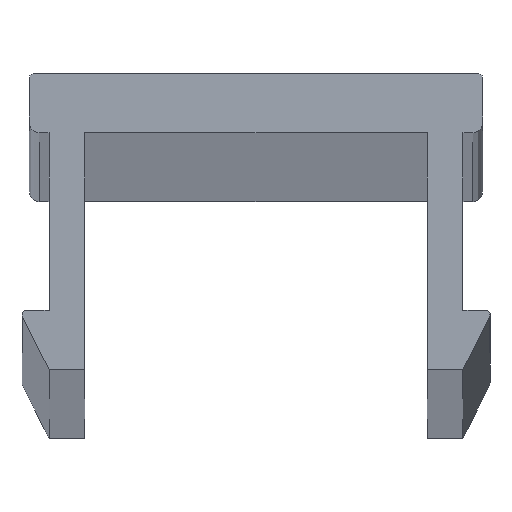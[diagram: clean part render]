
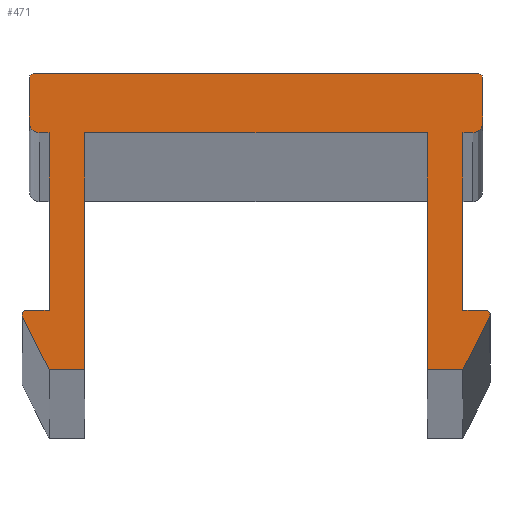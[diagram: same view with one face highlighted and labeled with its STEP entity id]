
A CAD part, top view. The second image highlights one B-rep face of the part: STEP entity #471.
In plain terms, the highlighted planar face has unit normal (0, 0, 1).
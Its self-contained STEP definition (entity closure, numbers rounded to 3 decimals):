
#31=PLANE('',#510);
#55=FACE_OUTER_BOUND('',#79,.T.);
#79=EDGE_LOOP('',(#420,#421,#422,#423,#424,#425,#426,#427,#428,#429,#430,
#431,#432,#433,#434,#435,#436,#437,#438,#439,#440,#441));
#84=LINE('',#654,#138);
#102=LINE('',#702,#156);
#106=LINE('',#712,#160);
#110=LINE('',#722,#164);
#113=LINE('',#730,#167);
#116=LINE('',#738,#170);
#117=LINE('',#741,#171);
#119=LINE('',#744,#173);
#120=LINE('',#747,#174);
#122=LINE('',#751,#176);
#124=LINE('',#755,#178);
#126=LINE('',#759,#180);
#128=LINE('',#763,#182);
#130=LINE('',#766,#184);
#131=LINE('',#769,#185);
#133=LINE('',#772,#187);
#138=VECTOR('',#525,11.3);
#156=VECTOR('',#561,1.15);
#160=VECTOR('',#571,1.515);
#164=VECTOR('',#581,0.588);
#167=VECTOR('',#590,0.25);
#170=VECTOR('',#599,1.15);
#171=VECTOR('',#602,0.25);
#173=VECTOR('',#606,4.5);
#174=VECTOR('',#609,1.515);
#176=VECTOR('',#613,0.9);
#178=VECTOR('',#617,6.);
#180=VECTOR('',#621,8.7);
#182=VECTOR('',#625,6.);
#184=VECTOR('',#629,0.9);
#185=VECTOR('',#632,0.588);
#187=VECTOR('',#636,4.5);
#189=CIRCLE('',#477,0.1);
#195=CIRCLE('',#486,0.1);
#196=CIRCLE('',#489,0.1);
#197=CIRCLE('',#492,0.1);
#198=CIRCLE('',#495,0.25);
#199=CIRCLE('',#498,0.25);
#202=VERTEX_POINT('',#644);
#203=VERTEX_POINT('',#646);
#205=VERTEX_POINT('',#652);
#225=VERTEX_POINT('',#696);
#226=VERTEX_POINT('',#700);
#227=VERTEX_POINT('',#704);
#228=VERTEX_POINT('',#706);
#229=VERTEX_POINT('',#710);
#230=VERTEX_POINT('',#714);
#231=VERTEX_POINT('',#716);
#232=VERTEX_POINT('',#720);
#233=VERTEX_POINT('',#724);
#234=VERTEX_POINT('',#728);
#235=VERTEX_POINT('',#732);
#236=VERTEX_POINT('',#734);
#237=VERTEX_POINT('',#740);
#238=VERTEX_POINT('',#746);
#239=VERTEX_POINT('',#750);
#240=VERTEX_POINT('',#754);
#241=VERTEX_POINT('',#758);
#242=VERTEX_POINT('',#762);
#243=VERTEX_POINT('',#768);
#246=EDGE_CURVE('',#202,#203,#189,.T.);
#250=EDGE_CURVE('',#202,#205,#84,.T.);
#271=EDGE_CURVE('',#225,#205,#195,.T.);
#274=EDGE_CURVE('',#225,#226,#102,.T.);
#276=EDGE_CURVE('',#227,#228,#196,.T.);
#279=EDGE_CURVE('',#227,#229,#106,.T.);
#281=EDGE_CURVE('',#230,#231,#197,.T.);
#284=EDGE_CURVE('',#230,#232,#110,.T.);
#286=EDGE_CURVE('',#233,#226,#198,.T.);
#288=EDGE_CURVE('',#233,#234,#113,.T.);
#290=EDGE_CURVE('',#235,#236,#199,.T.);
#292=EDGE_CURVE('',#235,#203,#116,.T.);
#293=EDGE_CURVE('',#237,#236,#117,.T.);
#295=EDGE_CURVE('',#232,#237,#119,.T.);
#296=EDGE_CURVE('',#238,#231,#120,.T.);
#298=EDGE_CURVE('',#239,#238,#122,.T.);
#300=EDGE_CURVE('',#240,#239,#124,.T.);
#302=EDGE_CURVE('',#241,#240,#126,.T.);
#304=EDGE_CURVE('',#242,#241,#128,.T.);
#306=EDGE_CURVE('',#229,#242,#130,.T.);
#307=EDGE_CURVE('',#243,#228,#131,.T.);
#309=EDGE_CURVE('',#234,#243,#133,.T.);
#420=ORIENTED_EDGE('',*,*,#246,.F.);
#421=ORIENTED_EDGE('',*,*,#250,.T.);
#422=ORIENTED_EDGE('',*,*,#271,.F.);
#423=ORIENTED_EDGE('',*,*,#274,.T.);
#424=ORIENTED_EDGE('',*,*,#286,.F.);
#425=ORIENTED_EDGE('',*,*,#288,.T.);
#426=ORIENTED_EDGE('',*,*,#309,.T.);
#427=ORIENTED_EDGE('',*,*,#307,.T.);
#428=ORIENTED_EDGE('',*,*,#276,.F.);
#429=ORIENTED_EDGE('',*,*,#279,.T.);
#430=ORIENTED_EDGE('',*,*,#306,.T.);
#431=ORIENTED_EDGE('',*,*,#304,.T.);
#432=ORIENTED_EDGE('',*,*,#302,.T.);
#433=ORIENTED_EDGE('',*,*,#300,.T.);
#434=ORIENTED_EDGE('',*,*,#298,.T.);
#435=ORIENTED_EDGE('',*,*,#296,.T.);
#436=ORIENTED_EDGE('',*,*,#281,.F.);
#437=ORIENTED_EDGE('',*,*,#284,.T.);
#438=ORIENTED_EDGE('',*,*,#295,.T.);
#439=ORIENTED_EDGE('',*,*,#293,.T.);
#440=ORIENTED_EDGE('',*,*,#290,.F.);
#441=ORIENTED_EDGE('',*,*,#292,.T.);
#471=ADVANCED_FACE('',(#55),#31,.T.);
#477=AXIS2_PLACEMENT_3D('',#647,#518,#519);
#486=AXIS2_PLACEMENT_3D('',#697,#555,#556);
#489=AXIS2_PLACEMENT_3D('',#707,#565,#566);
#492=AXIS2_PLACEMENT_3D('',#717,#575,#576);
#495=AXIS2_PLACEMENT_3D('',#726,#585,#586);
#498=AXIS2_PLACEMENT_3D('',#735,#594,#595);
#510=AXIS2_PLACEMENT_3D('',#773,#637,#638);
#518=DIRECTION('center_axis',(0.,0.,-1.));
#519=DIRECTION('ref_axis',(0.707,0.707,0.));
#525=DIRECTION('',(-1.,0.,0.));
#555=DIRECTION('center_axis',(0.,0.,-1.));
#556=DIRECTION('ref_axis',(-0.707,0.707,0.));
#561=DIRECTION('',(0.,-1.,0.));
#565=DIRECTION('center_axis',(0.,0.,-1.));
#566=DIRECTION('ref_axis',(-0.851,0.526,0.));
#571=DIRECTION('',(0.447,-0.894,0.));
#575=DIRECTION('center_axis',(0.,0.,-1.));
#576=DIRECTION('ref_axis',(0.851,0.526,0.));
#581=DIRECTION('',(-1.,0.,0.));
#585=DIRECTION('center_axis',(0.,0.,-1.));
#586=DIRECTION('ref_axis',(-0.707,-0.707,0.));
#590=DIRECTION('',(1.,0.,0.));
#594=DIRECTION('center_axis',(0.,0.,-1.));
#595=DIRECTION('ref_axis',(0.707,-0.707,0.));
#599=DIRECTION('',(0.,1.,0.));
#602=DIRECTION('',(1.,0.,0.));
#606=DIRECTION('',(0.,1.,0.));
#609=DIRECTION('',(0.447,0.894,0.));
#613=DIRECTION('',(1.,0.,0.));
#617=DIRECTION('',(0.,-1.,0.));
#621=DIRECTION('',(1.,0.,0.));
#625=DIRECTION('',(0.,1.,0.));
#629=DIRECTION('',(1.,0.,0.));
#632=DIRECTION('',(-1.,0.,0.));
#636=DIRECTION('',(0.,-1.,0.));
#637=DIRECTION('center_axis',(0.,0.,1.));
#638=DIRECTION('ref_axis',(1.,0.,0.));
#644=CARTESIAN_POINT('',(5.65,7.5,500.));
#646=CARTESIAN_POINT('',(5.75,7.4,500.));
#647=CARTESIAN_POINT('Origin',(5.65,7.4,500.));
#652=CARTESIAN_POINT('',(-5.65,7.5,500.));
#654=CARTESIAN_POINT('',(-5.75,7.5,500.));
#696=CARTESIAN_POINT('',(-5.75,7.4,500.));
#697=CARTESIAN_POINT('Origin',(-5.65,7.4,500.));
#700=CARTESIAN_POINT('',(-5.75,6.25,500.));
#702=CARTESIAN_POINT('',(-5.75,6.,500.));
#704=CARTESIAN_POINT('',(-5.928,1.355,500.));
#706=CARTESIAN_POINT('',(-5.838,1.5,500.));
#707=CARTESIAN_POINT('Origin',(-5.838,1.4,500.));
#710=CARTESIAN_POINT('',(-5.25,0.,500.));
#712=CARTESIAN_POINT('',(-5.25,0.,500.));
#714=CARTESIAN_POINT('',(5.838,1.5,500.));
#716=CARTESIAN_POINT('',(5.928,1.355,500.));
#717=CARTESIAN_POINT('Origin',(5.838,1.4,500.));
#720=CARTESIAN_POINT('',(5.25,1.5,500.));
#722=CARTESIAN_POINT('',(5.25,1.5,500.));
#724=CARTESIAN_POINT('',(-5.5,6.,500.));
#726=CARTESIAN_POINT('Origin',(-5.5,6.25,500.));
#728=CARTESIAN_POINT('',(-5.25,6.,500.));
#730=CARTESIAN_POINT('',(-5.25,6.,500.));
#732=CARTESIAN_POINT('',(5.75,6.25,500.));
#734=CARTESIAN_POINT('',(5.5,6.,500.));
#735=CARTESIAN_POINT('Origin',(5.5,6.25,500.));
#738=CARTESIAN_POINT('',(5.75,7.5,500.));
#740=CARTESIAN_POINT('',(5.25,6.,500.));
#741=CARTESIAN_POINT('',(5.75,6.,500.));
#744=CARTESIAN_POINT('',(5.25,6.,500.));
#746=CARTESIAN_POINT('',(5.25,0.,500.));
#747=CARTESIAN_POINT('',(6.,1.5,500.));
#750=CARTESIAN_POINT('',(4.35,0.,500.));
#751=CARTESIAN_POINT('',(5.25,0.,500.));
#754=CARTESIAN_POINT('',(4.35,6.,500.));
#755=CARTESIAN_POINT('',(4.35,0.,500.));
#758=CARTESIAN_POINT('',(-4.35,6.,500.));
#759=CARTESIAN_POINT('',(4.35,6.,500.));
#762=CARTESIAN_POINT('',(-4.35,0.,500.));
#763=CARTESIAN_POINT('',(-4.35,6.,500.));
#766=CARTESIAN_POINT('',(-4.35,0.,500.));
#768=CARTESIAN_POINT('',(-5.25,1.5,500.));
#769=CARTESIAN_POINT('',(-6.,1.5,500.));
#772=CARTESIAN_POINT('',(-5.25,1.5,500.));
#773=CARTESIAN_POINT('Origin',(0.,4.613,500.));
